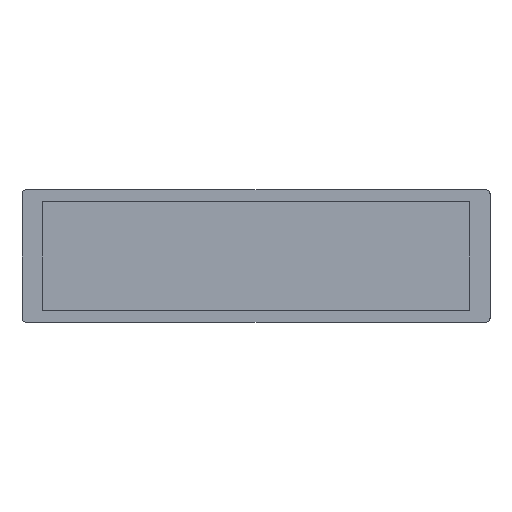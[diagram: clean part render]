
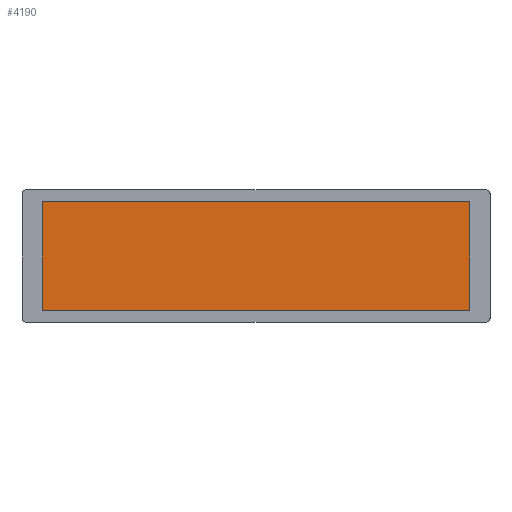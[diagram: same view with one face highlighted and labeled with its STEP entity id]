
A CAD part, top view. The second image highlights one B-rep face of the part: STEP entity #4190.
In plain terms, the highlighted planar face has unit normal (0, 0, 1).
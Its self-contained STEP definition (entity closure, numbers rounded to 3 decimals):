
#2682=DIRECTION('',(0.,-1.,0.));
#2683=VECTOR('',#2682,55.72);
#2684=CARTESIAN_POINT('',(-109.94,27.86,6.4));
#2685=LINE('',#2684,#2683);
#2689=DIRECTION('',(-1.,0.,0.));
#2690=VECTOR('',#2689,219.88);
#2691=CARTESIAN_POINT('',(109.94,27.86,6.4));
#2692=LINE('',#2691,#2690);
#2696=DIRECTION('',(0.,1.,0.));
#2697=VECTOR('',#2696,55.72);
#2698=CARTESIAN_POINT('',(109.94,-27.86,6.4));
#2699=LINE('',#2698,#2697);
#2703=DIRECTION('',(1.,0.,0.));
#2704=VECTOR('',#2703,219.88);
#2705=CARTESIAN_POINT('',(-109.94,-27.86,6.4));
#2706=LINE('',#2705,#2704);
#2985=CARTESIAN_POINT('',(-109.94,27.86,6.4));
#2986=CARTESIAN_POINT('',(-109.94,-27.86,6.4));
#2987=VERTEX_POINT('',#2985);
#2988=VERTEX_POINT('',#2986);
#2989=CARTESIAN_POINT('',(109.94,-27.86,6.4));
#2990=VERTEX_POINT('',#2989);
#2991=CARTESIAN_POINT('',(109.94,27.86,6.4));
#2992=VERTEX_POINT('',#2991);
#4179=CARTESIAN_POINT('',(0.,0.,6.4));
#4180=DIRECTION('',(0.,0.,1.));
#4181=DIRECTION('',(1.,0.,0.));
#4182=AXIS2_PLACEMENT_3D('',#4179,#4180,#4181);
#4183=PLANE('',#4182);
#4184=ORIENTED_EDGE('',*,*,#4131,.F.);
#4185=ORIENTED_EDGE('',*,*,#4146,.F.);
#4186=ORIENTED_EDGE('',*,*,#4160,.F.);
#4187=ORIENTED_EDGE('',*,*,#4173,.F.);
#4188=EDGE_LOOP('',(#4184,#4185,#4186,#4187));
#4189=FACE_OUTER_BOUND('',#4188,.F.);
#4190=ADVANCED_FACE('',(#4189),#4183,.T.);
#4131=EDGE_CURVE('',#2987,#2988,#2685,.T.);
#4146=EDGE_CURVE('',#2992,#2987,#2692,.T.);
#4160=EDGE_CURVE('',#2990,#2992,#2699,.T.);
#4173=EDGE_CURVE('',#2988,#2990,#2706,.T.);
